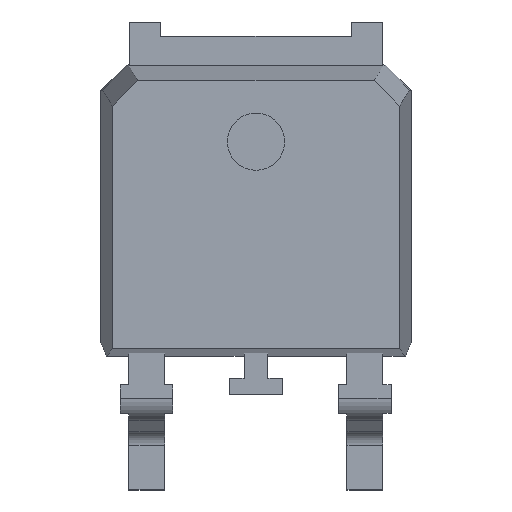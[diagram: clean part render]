
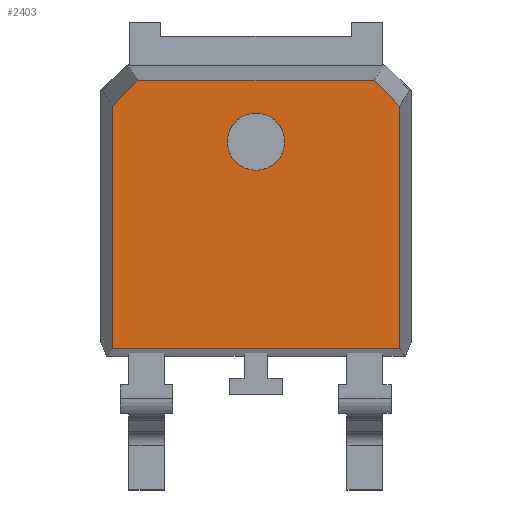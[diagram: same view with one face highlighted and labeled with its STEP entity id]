
A CAD part, top view. The second image highlights one B-rep face of the part: STEP entity #2403.
In plain terms, the highlighted planar face has unit normal (0, 0, 1).
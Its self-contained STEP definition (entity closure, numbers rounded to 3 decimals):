
#54=CIRCLE('',#2504,0.598);
#352=ORIENTED_EDGE('',*,*,#693,.F.);
#353=ORIENTED_EDGE('',*,*,#690,.T.);
#354=ORIENTED_EDGE('',*,*,#688,.T.);
#355=ORIENTED_EDGE('',*,*,#745,.F.);
#356=ORIENTED_EDGE('',*,*,#748,.F.);
#357=ORIENTED_EDGE('',*,*,#749,.T.);
#358=ORIENTED_EDGE('',*,*,#695,.T.);
#688=EDGE_CURVE('',#916,#915,#1083,.F.);
#690=EDGE_CURVE('',#917,#916,#1085,.T.);
#693=EDGE_CURVE('',#919,#919,#54,.T.);
#695=EDGE_CURVE('',#921,#917,#1089,.T.);
#745=EDGE_CURVE('',#949,#915,#1135,.T.);
#748=EDGE_CURVE('',#951,#949,#1138,.T.);
#749=EDGE_CURVE('',#951,#921,#1139,.T.);
#915=VERTEX_POINT('',#3292);
#916=VERTEX_POINT('',#3294);
#917=VERTEX_POINT('',#3298);
#919=VERTEX_POINT('',#3304);
#921=VERTEX_POINT('',#3309);
#949=VERTEX_POINT('',#3404);
#951=VERTEX_POINT('',#3410);
#1083=LINE('',#3293,#1305);
#1085=LINE('',#3297,#1307);
#1089=LINE('',#3308,#1311);
#1135=LINE('',#3403,#1357);
#1138=LINE('',#3409,#1360);
#1139=LINE('',#3411,#1361);
#1305=VECTOR('',#2778,1000.);
#1307=VECTOR('',#2782,1000.);
#1311=VECTOR('',#2792,1000.);
#1357=VECTOR('',#2880,1000.);
#1360=VECTOR('',#2885,1000.);
#1361=VECTOR('',#2886,1000.);
#1479=EDGE_LOOP('',(#352));
#1480=EDGE_LOOP('',(#353,#354,#355,#356,#357,#358));
#1575=FACE_BOUND('',#1479,.T.);
#1576=FACE_BOUND('',#1480,.T.);
#1660=PLANE('',#2527);
#2403=ADVANCED_FACE('',(#1575,#1576),#1660,.T.);
#2504=AXIS2_PLACEMENT_3D('',#3303,#2787,#2788);
#2527=AXIS2_PLACEMENT_3D('',#3408,#2883,#2884);
#2778=DIRECTION('',(0.704,0.71,0.));
#2782=DIRECTION('',(-1.,0.,0.));
#2787=DIRECTION('',(0.,0.,1.));
#2788=DIRECTION('',(1.,0.,0.));
#2792=DIRECTION('',(-0.704,0.71,0.));
#2880=DIRECTION('',(0.,1.,0.));
#2883=DIRECTION('',(0.,0.,1.));
#2884=DIRECTION('',(1.,0.,0.));
#2885=DIRECTION('',(-1.,0.,0.));
#2886=DIRECTION('',(0.,1.,0.));
#3292=CARTESIAN_POINT('',(-3.003,2.185,2.3));
#3293=CARTESIAN_POINT('',(-2.609,2.584,2.3));
#3294=CARTESIAN_POINT('',(-2.471,2.722,2.3));
#3297=CARTESIAN_POINT('',(6.335,2.722,2.3));
#3298=CARTESIAN_POINT('',(2.471,2.722,2.3));
#3303=CARTESIAN_POINT('',(0.,1.44,2.3));
#3304=CARTESIAN_POINT('',(0.598,1.44,2.3));
#3308=CARTESIAN_POINT('',(2.609,2.584,2.3));
#3309=CARTESIAN_POINT('',(3.003,2.185,2.3));
#3403=CARTESIAN_POINT('',(-3.003,-6.448,2.3));
#3404=CARTESIAN_POINT('',(-3.003,-2.897,2.3));
#3408=CARTESIAN_POINT('',(0.,0.,2.3));
#3409=CARTESIAN_POINT('',(6.756,-2.897,2.3));
#3410=CARTESIAN_POINT('',(3.003,-2.897,2.3));
#3411=CARTESIAN_POINT('',(3.003,-6.448,2.3));
